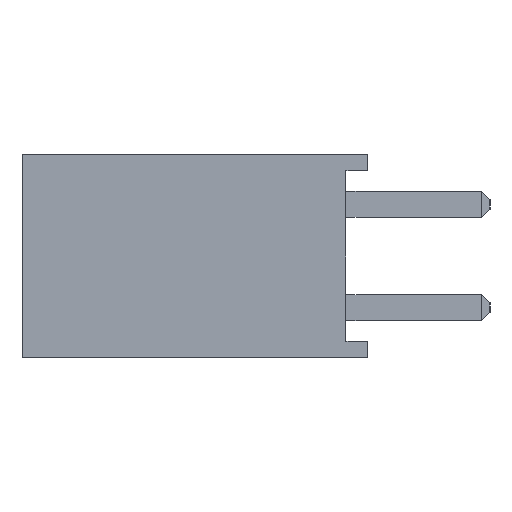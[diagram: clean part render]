
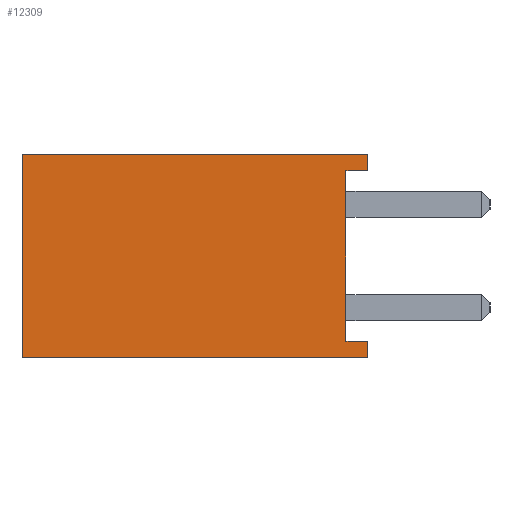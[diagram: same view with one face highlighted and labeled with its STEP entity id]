
A CAD part, left-side view. The second image highlights one B-rep face of the part: STEP entity #12309.
In plain terms, the highlighted planar face has unit normal (-1, 0, 0).
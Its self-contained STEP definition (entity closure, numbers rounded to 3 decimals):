
#88 = VECTOR ( 'NONE', #31341, 1000. ) ;
#526 = ORIENTED_EDGE ( 'NONE', *, *, #13459, .F. ) ;
#737 = LINE ( 'NONE', #3187, #24641 ) ;
#2123 = CARTESIAN_POINT ( 'NONE',  ( -1.27, 0., 2.5 ) ) ;
#3093 = VERTEX_POINT ( 'NONE', #16395 ) ;
#3187 = CARTESIAN_POINT ( 'NONE',  ( -1.27, 0., 2.1 ) ) ;
#3459 = ORIENTED_EDGE ( 'NONE', *, *, #11786, .F. ) ;
#3776 = DIRECTION ( 'NONE',  ( 0., 0., -1. ) ) ;
#4266 = VECTOR ( 'NONE', #19990, 1000. ) ;
#4468 = VERTEX_POINT ( 'NONE', #10305 ) ;
#4594 = DIRECTION ( 'NONE',  ( 0., 0., 1. ) ) ;
#5873 = VERTEX_POINT ( 'NONE', #19585 ) ;
#6225 = PLANE ( 'NONE',  #17942 ) ;
#6373 = CARTESIAN_POINT ( 'NONE',  ( -1.27, 0.54, 2.1 ) ) ;
#6746 = VERTEX_POINT ( 'NONE', #10598 ) ;
#6833 = DIRECTION ( 'NONE',  ( 0., 0., 1. ) ) ;
#6855 = CARTESIAN_POINT ( 'NONE',  ( -1.27, 0., 2.5 ) ) ;
#6973 = VERTEX_POINT ( 'NONE', #21591 ) ;
#6980 = LINE ( 'NONE', #2123, #18959 ) ;
#7102 = ORIENTED_EDGE ( 'NONE', *, *, #8517, .F. ) ;
#7533 = VECTOR ( 'NONE', #3776, 1000. ) ;
#8105 = DIRECTION ( 'NONE',  ( 0., -1., 0. ) ) ;
#8256 = DIRECTION ( 'NONE',  ( 0., 1., 0. ) ) ;
#8517 = EDGE_CURVE ( 'NONE', #6746, #5873, #30032, .T. ) ;
#9132 = EDGE_CURVE ( 'NONE', #22455, #27797, #19668, .T. ) ;
#10305 = CARTESIAN_POINT ( 'NONE',  ( -1.27, 8.5, -2.5 ) ) ;
#10598 = CARTESIAN_POINT ( 'NONE',  ( -1.27, 8.5, 2.5 ) ) ;
#10794 = CARTESIAN_POINT ( 'NONE',  ( -1.27, 0., 2.1 ) ) ;
#11786 = EDGE_CURVE ( 'NONE', #6973, #22455, #27791, .T. ) ;
#11922 = EDGE_CURVE ( 'NONE', #4468, #3093, #20266, .T. ) ;
#12309 = ADVANCED_FACE ( 'NONE', ( #20597 ), #6225, .F. ) ;
#13459 = EDGE_CURVE ( 'NONE', #32741, #6973, #737, .T. ) ;
#13589 = LINE ( 'NONE', #16986, #32985 ) ;
#13948 = DIRECTION ( 'NONE',  ( 1., 0., 0. ) ) ;
#15584 = CARTESIAN_POINT ( 'NONE',  ( -1.27, 8.5, 2.5 ) ) ;
#16086 = EDGE_CURVE ( 'NONE', #4468, #6746, #13589, .T. ) ;
#16395 = CARTESIAN_POINT ( 'NONE',  ( -1.27, 0., -2.5 ) ) ;
#16461 = CARTESIAN_POINT ( 'NONE',  ( -1.27, 0.54, -2.1 ) ) ;
#16577 = ORIENTED_EDGE ( 'NONE', *, *, #16086, .F. ) ;
#16986 = CARTESIAN_POINT ( 'NONE',  ( -1.27, 8.5, 2.5 ) ) ;
#17759 = DIRECTION ( 'NONE',  ( 0., 0., 1. ) ) ;
#17942 = AXIS2_PLACEMENT_3D ( 'NONE', #29079, #13948, #19172 ) ;
#18234 = LINE ( 'NONE', #6855, #24558 ) ;
#18959 = VECTOR ( 'NONE', #17759, 1000. ) ;
#19172 = DIRECTION ( 'NONE',  ( 0., 0., -1. ) ) ;
#19585 = CARTESIAN_POINT ( 'NONE',  ( -1.27, 0., 2.5 ) ) ;
#19668 = LINE ( 'NONE', #26047, #88 ) ;
#19802 = EDGE_CURVE ( 'NONE', #3093, #27797, #18234, .T. ) ;
#19986 = ORIENTED_EDGE ( 'NONE', *, *, #19802, .T. ) ;
#19990 = DIRECTION ( 'NONE',  ( 0., -1., 0. ) ) ;
#20266 = LINE ( 'NONE', #32671, #4266 ) ;
#20597 = FACE_OUTER_BOUND ( 'NONE', #25629, .T. ) ;
#21591 = CARTESIAN_POINT ( 'NONE',  ( -1.27, 0.54, 2.1 ) ) ;
#22455 = VERTEX_POINT ( 'NONE', #16461 ) ;
#24303 = EDGE_CURVE ( 'NONE', #32741, #5873, #6980, .T. ) ;
#24558 = VECTOR ( 'NONE', #4594, 1000. ) ;
#24641 = VECTOR ( 'NONE', #8256, 1000. ) ;
#25629 = EDGE_LOOP ( 'NONE', ( #3459, #526, #32132, #7102, #16577, #26560, #19986, #29468 ) ) ;
#26047 = CARTESIAN_POINT ( 'NONE',  ( -1.27, 0., -2.1 ) ) ;
#26560 = ORIENTED_EDGE ( 'NONE', *, *, #11922, .T. ) ;
#27791 = LINE ( 'NONE', #6373, #7533 ) ;
#27797 = VERTEX_POINT ( 'NONE', #30800 ) ;
#28058 = VECTOR ( 'NONE', #8105, 1000. ) ;
#29079 = CARTESIAN_POINT ( 'NONE',  ( -1.27, 8.5, 2.5 ) ) ;
#29468 = ORIENTED_EDGE ( 'NONE', *, *, #9132, .F. ) ;
#30032 = LINE ( 'NONE', #15584, #28058 ) ;
#30800 = CARTESIAN_POINT ( 'NONE',  ( -1.27, 0., -2.1 ) ) ;
#31341 = DIRECTION ( 'NONE',  ( 0., -1., 0. ) ) ;
#32132 = ORIENTED_EDGE ( 'NONE', *, *, #24303, .T. ) ;
#32671 = CARTESIAN_POINT ( 'NONE',  ( -1.27, 8.5, -2.5 ) ) ;
#32741 = VERTEX_POINT ( 'NONE', #10794 ) ;
#32985 = VECTOR ( 'NONE', #6833, 1000. ) ;
